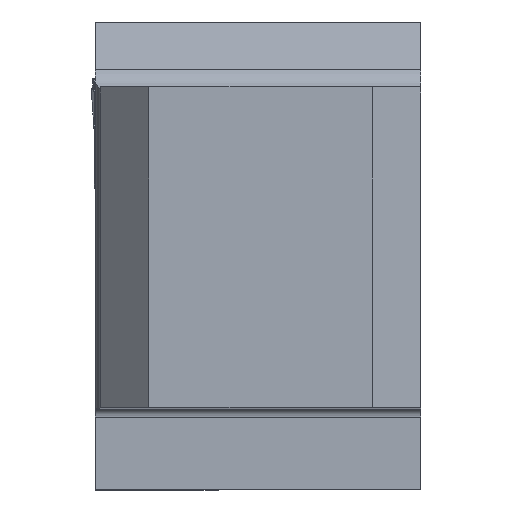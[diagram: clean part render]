
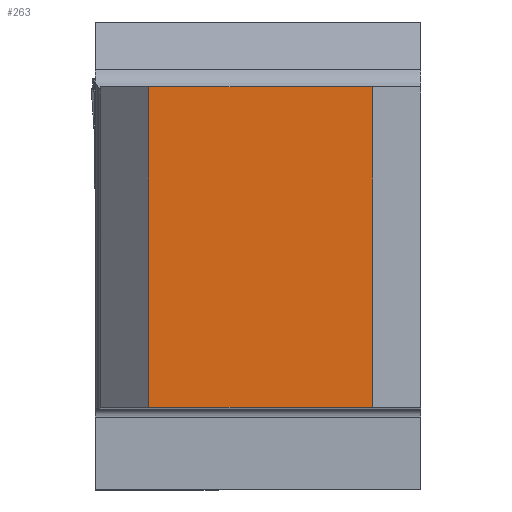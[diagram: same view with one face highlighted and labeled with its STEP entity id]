
A CAD part, top view. The second image highlights one B-rep face of the part: STEP entity #263.
In plain terms, the highlighted planar face has unit normal (0, 0, 1).
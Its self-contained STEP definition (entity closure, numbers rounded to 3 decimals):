
#263=ADVANCED_FACE('CU_BACK_SU1',(#394),#352,.F.);
#352=PLANE('',#1921);
#394=FACE_OUTER_BOUND('',#483,.T.);
#483=EDGE_LOOP('',(#572,#573,#574,#575));
#572=ORIENTED_EDGE('',*,*,#1237,.F.);
#573=ORIENTED_EDGE('',*,*,#1238,.T.);
#574=ORIENTED_EDGE('',*,*,#1239,.T.);
#575=ORIENTED_EDGE('',*,*,#1240,.F.);
#1072=VERTEX_POINT('',#2601);
#1073=VERTEX_POINT('',#2602);
#1074=VERTEX_POINT('',#2604);
#1075=VERTEX_POINT('',#2606);
#1237=EDGE_CURVE('',#1072,#1073,#1487,.T.);
#1238=EDGE_CURVE('',#1072,#1074,#1488,.T.);
#1239=EDGE_CURVE('',#1074,#1075,#1489,.T.);
#1240=EDGE_CURVE('',#1073,#1075,#1490,.T.);
#1487=LINE('',#2600,#1636);
#1488=LINE('',#2603,#1637);
#1489=LINE('',#2605,#1638);
#1490=LINE('',#2607,#1639);
#1636=VECTOR('',#2098,1.);
#1637=VECTOR('',#2099,1.);
#1638=VECTOR('',#2100,1.);
#1639=VECTOR('',#2101,1.);
#1921=AXIS2_PLACEMENT_3D('',#2608,#2102,#2103);
#2098=DIRECTION('',(0.,1.,0.));
#2099=DIRECTION('',(1.,0.,0.));
#2100=DIRECTION('',(0.,1.,0.));
#2101=DIRECTION('',(1.,0.,0.));
#2102=DIRECTION('',(0.,0.,-1.));
#2103=DIRECTION('',(-1.,0.,0.));
#2600=CARTESIAN_POINT('',(-16.925,0.,0.));
#2601=CARTESIAN_POINT('',(-16.925,0.,0.));
#2602=CARTESIAN_POINT('',(-16.925,19.925,0.));
#2603=CARTESIAN_POINT('',(-110.,0.,0.));
#2604=CARTESIAN_POINT('',(-3.,0.,0.));
#2605=CARTESIAN_POINT('',(-3.,0.,0.));
#2606=CARTESIAN_POINT('',(-3.,19.925,0.));
#2607=CARTESIAN_POINT('',(-110.,19.925,0.));
#2608=CARTESIAN_POINT('',(22.996,39.925,0.));
